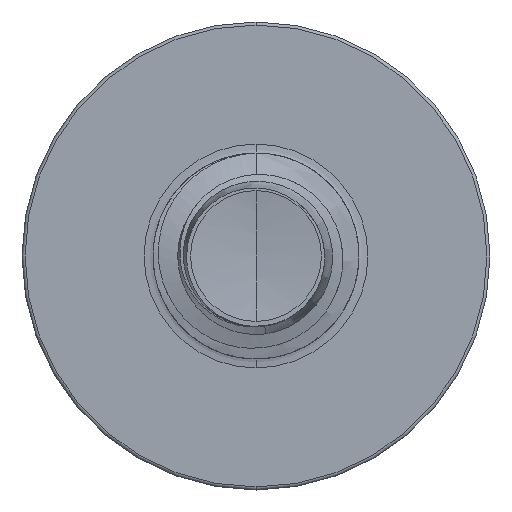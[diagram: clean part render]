
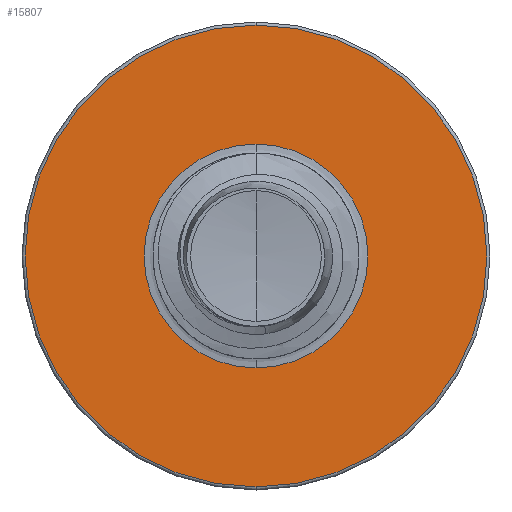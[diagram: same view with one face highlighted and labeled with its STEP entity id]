
A CAD part, front view. The second image highlights one B-rep face of the part: STEP entity #15807.
In plain terms, the highlighted planar face has unit normal (0, -1, 0).
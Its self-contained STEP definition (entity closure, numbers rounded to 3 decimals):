
#431 = VERTEX_POINT ( 'NONE', #17250 ) ;
#1735 = VERTEX_POINT ( 'NONE', #6139 ) ;
#2577 = CARTESIAN_POINT ( 'NONE',  ( 0., 8., 0. ) ) ;
#2813 = CIRCLE ( 'NONE', #16461, 2.467 ) ;
#3137 = AXIS2_PLACEMENT_3D ( 'NONE', #17702, #8405, #19065 ) ;
#3185 = CIRCLE ( 'NONE', #3137, 1.196 ) ;
#4569 = DIRECTION ( 'NONE',  ( 0., 1., 0. ) ) ;
#4640 = DIRECTION ( 'NONE',  ( 0., 0., 1. ) ) ;
#4962 = VERTEX_POINT ( 'NONE', #13915 ) ;
#5156 = VERTEX_POINT ( 'NONE', #9210 ) ;
#6139 = CARTESIAN_POINT ( 'NONE',  ( 0., 8., 1.196 ) ) ;
#6471 = DIRECTION ( 'NONE',  ( 0., 0., 1. ) ) ;
#8405 = DIRECTION ( 'NONE',  ( 0., 1., 0. ) ) ;
#9210 = CARTESIAN_POINT ( 'NONE',  ( 0., 8., -2.467 ) ) ;
#10112 = ORIENTED_EDGE ( 'NONE', *, *, #16323, .T. ) ;
#10345 = DIRECTION ( 'NONE',  ( 0., 1., 0. ) ) ;
#11010 = CIRCLE ( 'NONE', #16750, 2.467 ) ;
#11564 = EDGE_CURVE ( 'NONE', #431, #5156, #11010, .T. ) ;
#11748 = FACE_BOUND ( 'NONE', #18371, .T. ) ;
#12359 = AXIS2_PLACEMENT_3D ( 'NONE', #13496, #16355, #6471 ) ;
#13496 = CARTESIAN_POINT ( 'NONE',  ( 0., 8., -1.196 ) ) ;
#13606 = ORIENTED_EDGE ( 'NONE', *, *, #11564, .F. ) ;
#13915 = CARTESIAN_POINT ( 'NONE',  ( 0., 8., -1.196 ) ) ;
#15083 = CARTESIAN_POINT ( 'NONE',  ( 0., 8., 0. ) ) ;
#15133 = DIRECTION ( 'NONE',  ( 0., 1., 0. ) ) ;
#15575 = AXIS2_PLACEMENT_3D ( 'NONE', #15083, #4569, #16429 ) ;
#15618 = ORIENTED_EDGE ( 'NONE', *, *, #18965, .F. ) ;
#15807 = ADVANCED_FACE ( 'NONE', ( #19370, #11748 ), #18964, .F. ) ;
#16323 = EDGE_CURVE ( 'NONE', #4962, #1735, #3185, .T. ) ;
#16355 = DIRECTION ( 'NONE',  ( 0., 1., 0. ) ) ;
#16429 = DIRECTION ( 'NONE',  ( 0., 0., 1. ) ) ;
#16461 = AXIS2_PLACEMENT_3D ( 'NONE', #19107, #10345, #20494 ) ;
#16603 = CIRCLE ( 'NONE', #15575, 1.196 ) ;
#16750 = AXIS2_PLACEMENT_3D ( 'NONE', #2577, #15133, #4640 ) ;
#17250 = CARTESIAN_POINT ( 'NONE',  ( 0., 8., 2.467 ) ) ;
#17702 = CARTESIAN_POINT ( 'NONE',  ( 0., 8., 0. ) ) ;
#18371 = EDGE_LOOP ( 'NONE', ( #19974, #10112 ) ) ;
#18943 = EDGE_CURVE ( 'NONE', #1735, #4962, #16603, .T. ) ;
#18964 = PLANE ( 'NONE',  #12359 ) ;
#18965 = EDGE_CURVE ( 'NONE', #5156, #431, #2813, .T. ) ;
#19065 = DIRECTION ( 'NONE',  ( 0., 0., 1. ) ) ;
#19107 = CARTESIAN_POINT ( 'NONE',  ( 0., 8., 0. ) ) ;
#19370 = FACE_OUTER_BOUND ( 'NONE', #21238, .T. ) ;
#19974 = ORIENTED_EDGE ( 'NONE', *, *, #18943, .T. ) ;
#20494 = DIRECTION ( 'NONE',  ( 0., 0., 1. ) ) ;
#21238 = EDGE_LOOP ( 'NONE', ( #13606, #15618 ) ) ;
